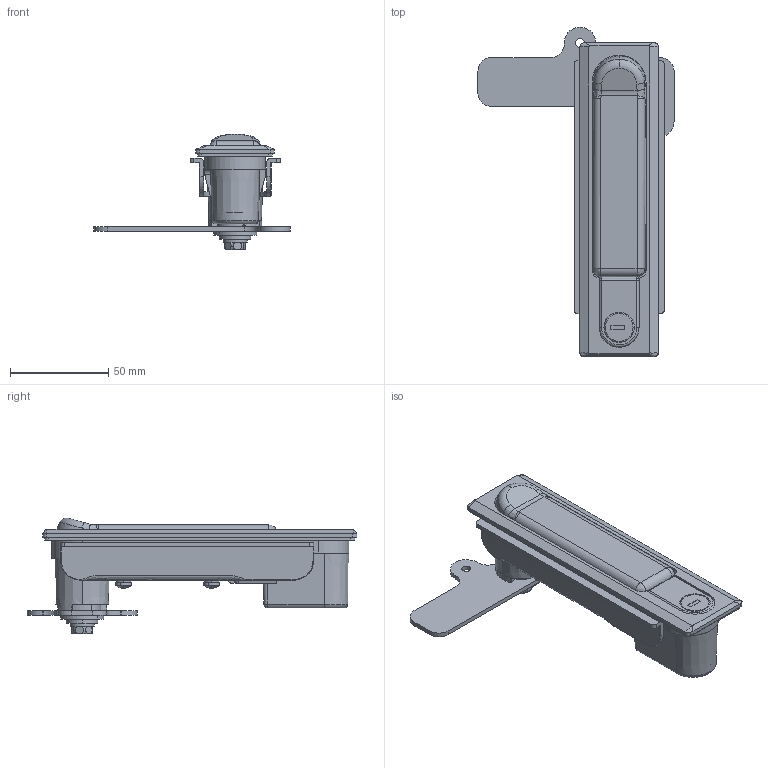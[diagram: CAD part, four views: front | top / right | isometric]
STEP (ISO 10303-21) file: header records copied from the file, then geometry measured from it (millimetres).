
FILE_DESCRIPTION (( 'STEP AP203' ), '1' );
FILE_NAME ('Ａ-480-A-2_.STEP', '2006-06-07T12:07:15', ( ' ' ), ( ' ' ), 'SwSTEP 2.0', 'SolidWorks 2005204', '' );
FILE_SCHEMA (( 'CONFIG_CONTROL_DESIGN' ));
Length unit declared in the file: millimetre
Products named in the file (17): A-480-2僴儞僪儖僔儍僼僩_棉太倌; A-480僗僩僢僷乕_棉太倌; 仩10僗儁乕僒乕_冇22亊仩10亊t2.0; 廫帤寠晅偒榋妏儃儖僩M6_M6亊18; AC-25-E-1,-2_AC-25-E-2; 俙-480-A-2_; A-480-2杮懱_岞_棉太倌; A-480-2巭傔斅_棉太倌; A-480-2僴儞僪儖_岞_棉太倌; A-480-2僷僢僉儞_棉太倌; A-480-2夞揮幉_岞_棉太倌; 廫帤寠晅側傋偹偠M4_M4亊15; スプリングワッシャーM4_JIS B 1251 No.2 4; A-480-A儘乕僞乕働乕僗_棉太倌; R200_公開用_R200-4-2; スプリングワッシャーM6_JIS B 1251 No.2 6; 暯儚僢僔儍乕M6暲娵_M6-冇16亊冇6.3亊t1.6
Assembly tree (18 placements, depth 2):
  俙-480-A-2_
    廫帤寠晅側傋偹偠M4_M4亊15  x2
    A-480-2夞揮幉_岞_棉太倌
    A-480-2僷僢僉儞_棉太倌
    A-480-2僴儞僪儖_岞_棉太倌
    A-480-2杮懱_岞_棉太倌
    A-480-2巭傔斅_棉太倌
    スプリングワッシャーM4_JIS B 1251 No.2 4  x2
    R200_公開用_R200-4-2
    A-480-2僴儞僪儖僔儍僼僩_棉太倌
    仩10僗儁乕僒乕_冇22亊仩10亊t2.0
    AC-25-E-1,-2_AC-25-E-2
    暯儚僢僔儍乕M6暲娵_M6-冇16亊冇6.3亊t1.6
    スプリングワッシャーM6_JIS B 1251 No.2 6
    A-480-A儘乕僞乕働乕僗_棉太倌
    廫帤寠晅偒榋妏儃儖僩M6_M6亊18
    A-480僗僩僢僷乕_棉太倌
Bounding box: 100.02 x 168.04 x 58.99 mm (x, y, z)
Volume: 127998.2 mm3; surface area: 86916.8 mm2
Topology: 18 solids, 18 shells, 632 faces, 1615 edges, 1024 vertices
Faces by surface type: plane 332, cylinder 206, cone 31, torus 29, bspline 20, sphere 14
Entity records: 25967 total; most frequent: CARTESIAN_POINT 9754, DIRECTION 3031, ORIENTED_EDGE 3018, EDGE_CURVE 1509, AXIS2_PLACEMENT_3D 1112, VERTEX_POINT 965, VECTOR 807, LINE 807
